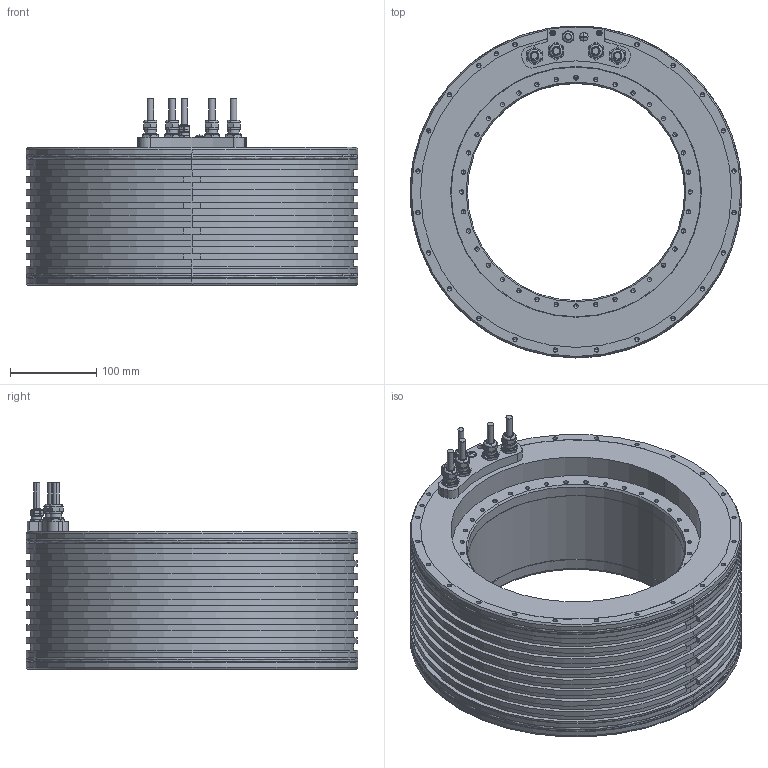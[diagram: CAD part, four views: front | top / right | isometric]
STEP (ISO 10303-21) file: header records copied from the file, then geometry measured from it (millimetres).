
FILE_DESCRIPTION((''),'2;1');
FILE_NAME('1395845-08-D01-02-A-UPDATE','2024-04-10T09:38:50',('ch5533'),(''),'CREO PARAMETRIC BY PTC INC, 2022162','CREO PARAMETRIC BY PTC INC, 2022162','');
FILE_SCHEMA(('AUTOMOTIVE_DESIGN { 1 0 10303 214 1 1 1 1 }'));
Length unit declared in the file: millimetre
Products named in the file (1): 1395845-08-D01-02-A-UPDATE
Bounding box: 385 x 385 x 216.5 mm (x, y, z)
Volume: 9504724.7 mm3; surface area: 858613.3 mm2
Topology: 4 solids, 18 shells, 1164 faces, 2787 edges, 1568 vertices
Faces by surface type: cylinder 444, cone 354, plane 316, torus 40, revolution 8, sphere 2
Entity records: 33384 total; most frequent: CARTESIAN_POINT 6416, DIRECTION 5850, ORIENTED_EDGE 5086, EDGE_CURVE 2543, AXIS2_PLACEMENT_3D 2281, VERTEX_POINT 1568, EDGE_LOOP 1347, VECTOR 1280
